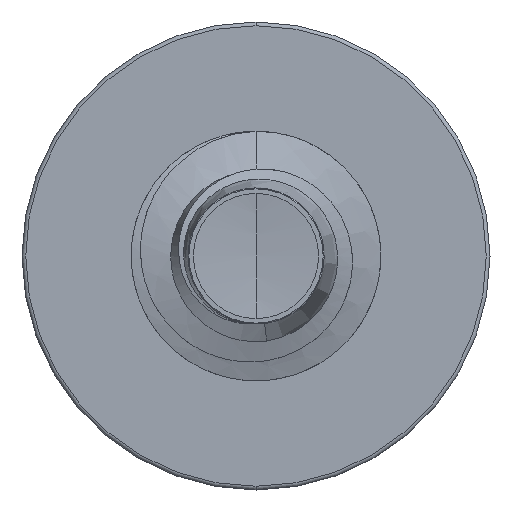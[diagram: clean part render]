
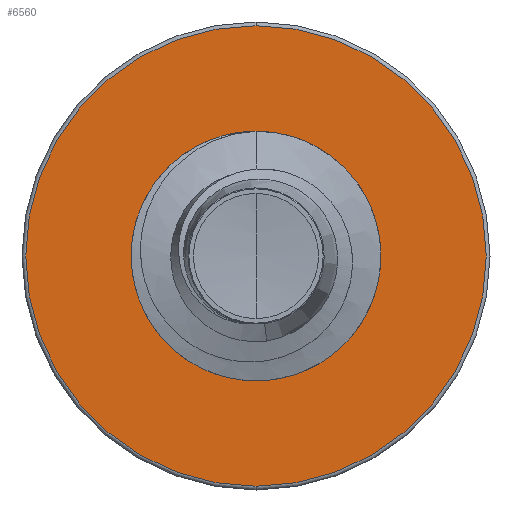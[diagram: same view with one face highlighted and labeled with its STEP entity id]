
A CAD part, front view. The second image highlights one B-rep face of the part: STEP entity #6560.
In plain terms, the highlighted planar face has unit normal (0, -1, 0).
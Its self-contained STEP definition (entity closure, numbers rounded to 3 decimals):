
#54 = DIRECTION ( 'NONE',  ( 0., 0., 1. ) ) ;
#66 = DIRECTION ( 'NONE',  ( 0., 1., 0. ) ) ;
#69 = CARTESIAN_POINT ( 'NONE',  ( 0., 5., 0. ) ) ;
#647 = ORIENTED_EDGE ( 'NONE', *, *, #6973, .F. ) ;
#1575 = CARTESIAN_POINT ( 'NONE',  ( 0., 5., 3.69 ) ) ;
#1994 = CIRCLE ( 'NONE', #5321, 1.989 ) ;
#2153 = CARTESIAN_POINT ( 'NONE',  ( 0., 5., -1.989 ) ) ;
#3157 = VERTEX_POINT ( 'NONE', #2153 ) ;
#3250 = DIRECTION ( 'NONE',  ( 0., 0., 1. ) ) ;
#3259 = DIRECTION ( 'NONE',  ( 0., 1., 0. ) ) ;
#3262 = CARTESIAN_POINT ( 'NONE',  ( 0., 5., 0. ) ) ;
#3292 = DIRECTION ( 'NONE',  ( 0., 0., 1. ) ) ;
#3300 = DIRECTION ( 'NONE',  ( 0., 1., 0. ) ) ;
#3305 = CARTESIAN_POINT ( 'NONE',  ( 0., 5., 0. ) ) ;
#3546 = AXIS2_PLACEMENT_3D ( 'NONE', #5704, #4940, #4930 ) ;
#3890 = ORIENTED_EDGE ( 'NONE', *, *, #6984, .T. ) ;
#4097 = DIRECTION ( 'NONE',  ( 0., 1., 0. ) ) ;
#4110 = CARTESIAN_POINT ( 'NONE',  ( 0., 5., -1.989 ) ) ;
#4113 = PLANE ( 'NONE',  #6281 ) ;
#4134 = DIRECTION ( 'NONE',  ( 0., 0., 1. ) ) ;
#4136 = CARTESIAN_POINT ( 'NONE',  ( 0., 5., 1.989 ) ) ;
#4930 = DIRECTION ( 'NONE',  ( 0., 0., 1. ) ) ;
#4940 = DIRECTION ( 'NONE',  ( 0., 1., 0. ) ) ;
#4972 = VERTEX_POINT ( 'NONE', #1575 ) ;
#5321 = AXIS2_PLACEMENT_3D ( 'NONE', #69, #66, #54 ) ;
#5445 = EDGE_CURVE ( 'NONE', #4972, #8650, #8924, .T. ) ;
#5650 = EDGE_CURVE ( 'NONE', #7920, #3157, #1994, .T. ) ;
#5704 = CARTESIAN_POINT ( 'NONE',  ( 0., 5., 0. ) ) ;
#5813 = EDGE_LOOP ( 'NONE', ( #7435, #3890 ) ) ;
#6281 = AXIS2_PLACEMENT_3D ( 'NONE', #4110, #4097, #4134 ) ;
#6560 = ADVANCED_FACE ( 'NONE', ( #8865, #8970 ), #4113, .F. ) ;
#6973 = EDGE_CURVE ( 'NONE', #8650, #4972, #8682, .T. ) ;
#6984 = EDGE_CURVE ( 'NONE', #3157, #7920, #7645, .T. ) ;
#7435 = ORIENTED_EDGE ( 'NONE', *, *, #5650, .T. ) ;
#7551 = ORIENTED_EDGE ( 'NONE', *, *, #5445, .F. ) ;
#7645 = CIRCLE ( 'NONE', #9077, 1.989 ) ;
#7666 = EDGE_LOOP ( 'NONE', ( #7551, #647 ) ) ;
#7920 = VERTEX_POINT ( 'NONE', #4136 ) ;
#8080 = CARTESIAN_POINT ( 'NONE',  ( 0., 5., -3.69 ) ) ;
#8650 = VERTEX_POINT ( 'NONE', #8080 ) ;
#8682 = CIRCLE ( 'NONE', #8881, 3.69 ) ;
#8865 = FACE_OUTER_BOUND ( 'NONE', #7666, .T. ) ;
#8881 = AXIS2_PLACEMENT_3D ( 'NONE', #3305, #3300, #3292 ) ;
#8924 = CIRCLE ( 'NONE', #3546, 3.69 ) ;
#8970 = FACE_BOUND ( 'NONE', #5813, .T. ) ;
#9077 = AXIS2_PLACEMENT_3D ( 'NONE', #3262, #3259, #3250 ) ;
